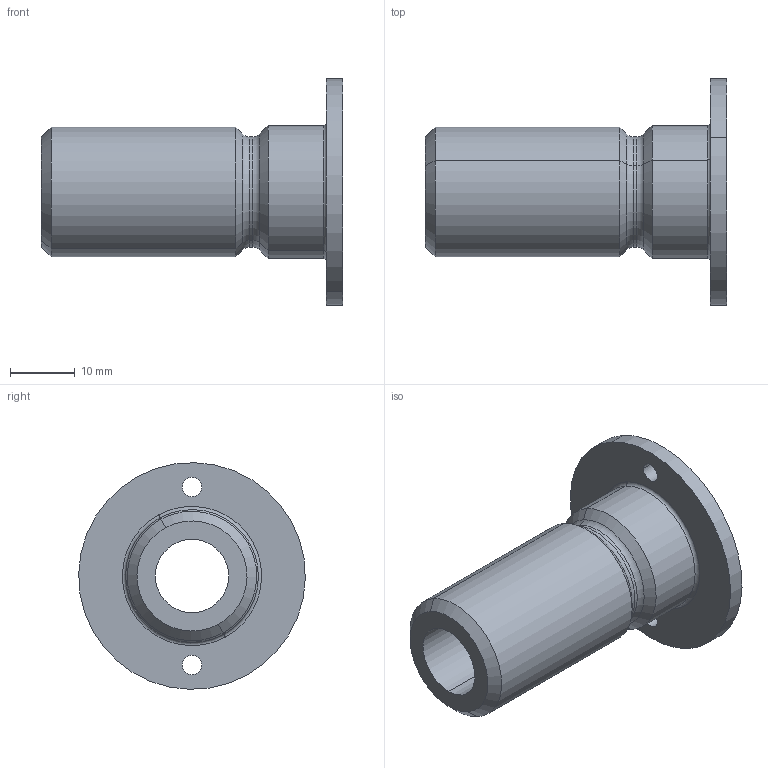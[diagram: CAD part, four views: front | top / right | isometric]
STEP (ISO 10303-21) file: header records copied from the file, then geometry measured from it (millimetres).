
FILE_DESCRIPTION(('CATIA V5 STEP Exchange'),'2;1');
FILE_NAME('200528_MonocoqueBushR01.stp','2020-07-01T15:51:44+00:00',('none'),('none'),'CATIA Version 5-6 Release 2016','CATIA V5 STEP AP203','none');
FILE_SCHEMA(('CONFIG_CONTROL_DESIGN'));
Length unit declared in the file: millimetre
Products named in the file (1): EngineStudsR08
Bounding box: 46.5 x 34.99 x 34.99 mm (x, y, z)
Volume: 10672 mm3; surface area: 6456.9 mm2
Topology: 1 solids, 1 shells, 37 faces, 78 edges, 44 vertices
Faces by surface type: cylinder 16, cone 10, torus 8, plane 3
Entity records: 938 total; most frequent: ORIENTED_EDGE 156, CARTESIAN_POINT 149, DIRECTION 130, AXIS2_PLACEMENT_3D 79, EDGE_CURVE 78, CIRCLE 52, EDGE_LOOP 44, VERTEX_POINT 44
